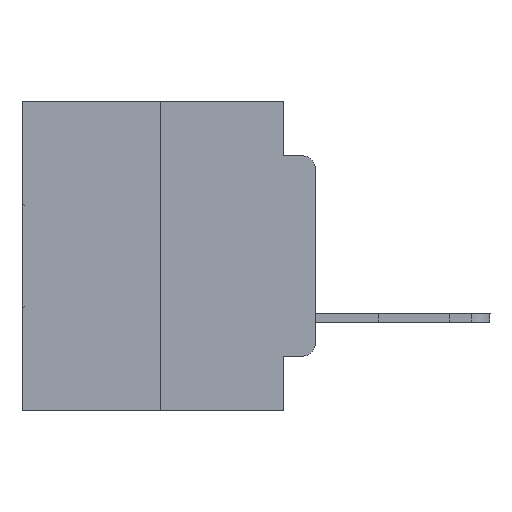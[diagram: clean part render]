
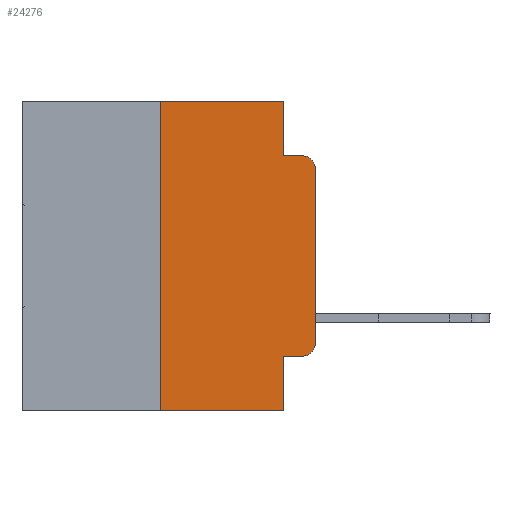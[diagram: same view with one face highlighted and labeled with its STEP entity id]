
A CAD part, left-side view. The second image highlights one B-rep face of the part: STEP entity #24276.
In plain terms, the highlighted planar face has unit normal (-1, 0, 0).
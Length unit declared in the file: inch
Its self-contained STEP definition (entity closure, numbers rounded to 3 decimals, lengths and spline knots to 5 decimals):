
#337 = DIRECTION ( 'NONE',  ( 0., -1., 0. ) ) ;
#696 = CARTESIAN_POINT ( 'NONE',  ( 0., 0.02, -0.4115 ) ) ;
#801 = CARTESIAN_POINT ( 'NONE',  ( 0., 0.473, 0. ) ) ;
#1819 = EDGE_CURVE ( 'NONE', #26932, #11041, #21731, .T. ) ;
#2906 = DIRECTION ( 'NONE',  ( -1., 0., 0. ) ) ;
#3190 = VERTEX_POINT ( 'NONE', #27880 ) ;
#3236 = DIRECTION ( 'NONE',  ( 0., 0., 1. ) ) ;
#4332 = ORIENTED_EDGE ( 'NONE', *, *, #26072, .F. ) ;
#4651 = ORIENTED_EDGE ( 'NONE', *, *, #17120, .T. ) ;
#4985 = CIRCLE ( 'NONE', #27657, 0.02 ) ;
#4991 = LINE ( 'NONE', #11919, #17103 ) ;
#5855 = LINE ( 'NONE', #28882, #14130 ) ;
#5917 = LINE ( 'NONE', #801, #29788 ) ;
#6100 = VECTOR ( 'NONE', #17065, 39.37008 ) ;
#6434 = VECTOR ( 'NONE', #7915, 39.37008 ) ;
#6702 = CARTESIAN_POINT ( 'NONE',  ( 0., 0.473, 0. ) ) ;
#6939 = DIRECTION ( 'NONE',  ( -1., 0., 0. ) ) ;
#7302 = EDGE_CURVE ( 'NONE', #12755, #22926, #5917, .T. ) ;
#7764 = LINE ( 'NONE', #12396, #10721 ) ;
#7915 = DIRECTION ( 'NONE',  ( 0., -1., 0. ) ) ;
#7931 = DIRECTION ( 'NONE',  ( 0., -1., 0. ) ) ;
#9016 = DIRECTION ( 'NONE',  ( 0., 0., -1. ) ) ;
#9360 = ORIENTED_EDGE ( 'NONE', *, *, #1819, .F. ) ;
#9399 = CARTESIAN_POINT ( 'NONE',  ( 0., 0.02, -0.1085 ) ) ;
#9858 = CARTESIAN_POINT ( 'NONE',  ( 0., 0., -0.3915 ) ) ;
#9965 = EDGE_CURVE ( 'NONE', #21201, #26376, #5855, .T. ) ;
#10610 = CARTESIAN_POINT ( 'NONE',  ( 0., 0.25, 0. ) ) ;
#10721 = VECTOR ( 'NONE', #337, 39.37008 ) ;
#11041 = VERTEX_POINT ( 'NONE', #16979 ) ;
#11135 = CARTESIAN_POINT ( 'NONE',  ( 0., 0.25, -0.5 ) ) ;
#11618 = FACE_OUTER_BOUND ( 'NONE', #16315, .T. ) ;
#11919 = CARTESIAN_POINT ( 'NONE',  ( 0., 0.473, -0.5 ) ) ;
#12042 = EDGE_CURVE ( 'NONE', #25188, #11041, #4991, .T. ) ;
#12371 = AXIS2_PLACEMENT_3D ( 'NONE', #9399, #2906, #29157 ) ;
#12396 = CARTESIAN_POINT ( 'NONE',  ( 0., 0.051, -0.4115 ) ) ;
#12755 = VERTEX_POINT ( 'NONE', #15422 ) ;
#12932 = ORIENTED_EDGE ( 'NONE', *, *, #12042, .T. ) ;
#13580 = CARTESIAN_POINT ( 'NONE',  ( 0., 0.051, 0. ) ) ;
#13944 = DIRECTION ( 'NONE',  ( 0., -1., 0. ) ) ;
#14114 = DIRECTION ( 'NONE',  ( 1., 0., 0. ) ) ;
#14130 = VECTOR ( 'NONE', #3236, 39.37008 ) ;
#14317 = CARTESIAN_POINT ( 'NONE',  ( 0., 0., -0.1085 ) ) ;
#14882 = CARTESIAN_POINT ( 'NONE',  ( 0., 0.051, -0.4115 ) ) ;
#15058 = CARTESIAN_POINT ( 'NONE',  ( 0., 0.051, 0. ) ) ;
#15422 = CARTESIAN_POINT ( 'NONE',  ( 0., 0.25, 0. ) ) ;
#15618 = VERTEX_POINT ( 'NONE', #20201 ) ;
#16315 = EDGE_LOOP ( 'NONE', ( #24162, #23538, #20704, #25308, #29098, #4332, #12932, #9360, #17751, #4651 ) ) ;
#16564 = EDGE_CURVE ( 'NONE', #15618, #3190, #29083, .T. ) ;
#16979 = CARTESIAN_POINT ( 'NONE',  ( 0., 0.051, -0.5 ) ) ;
#17065 = DIRECTION ( 'NONE',  ( 0., 0., -1. ) ) ;
#17103 = VECTOR ( 'NONE', #13944, 39.37008 ) ;
#17120 = EDGE_CURVE ( 'NONE', #26292, #21201, #4985, .T. ) ;
#17354 = EDGE_CURVE ( 'NONE', #26376, #3190, #25193, .T. ) ;
#17751 = ORIENTED_EDGE ( 'NONE', *, *, #20291, .T. ) ;
#18026 = CARTESIAN_POINT ( 'NONE',  ( 0., 0.02, -0.3915 ) ) ;
#18273 = PLANE ( 'NONE',  #26159 ) ;
#18508 = DIRECTION ( 'NONE',  ( 0., 0., -1. ) ) ;
#19056 = VECTOR ( 'NONE', #18508, 39.37008 ) ;
#19385 = CARTESIAN_POINT ( 'NONE',  ( 0., 0.051, 0. ) ) ;
#19566 = EDGE_CURVE ( 'NONE', #22926, #15618, #21165, .T. ) ;
#20193 = DIRECTION ( 'NONE',  ( 0., 0., 1. ) ) ;
#20201 = CARTESIAN_POINT ( 'NONE',  ( 0., 0.051, -0.0885 ) ) ;
#20291 = EDGE_CURVE ( 'NONE', #26932, #26292, #7764, .T. ) ;
#20347 = LINE ( 'NONE', #10610, #20825 ) ;
#20521 = DIRECTION ( 'NONE',  ( 0., 0., -1. ) ) ;
#20704 = ORIENTED_EDGE ( 'NONE', *, *, #16564, .F. ) ;
#20825 = VECTOR ( 'NONE', #20193, 39.37008 ) ;
#21165 = LINE ( 'NONE', #13580, #19056 ) ;
#21201 = VERTEX_POINT ( 'NONE', #9858 ) ;
#21731 = LINE ( 'NONE', #19385, #6100 ) ;
#22926 = VERTEX_POINT ( 'NONE', #15058 ) ;
#23538 = ORIENTED_EDGE ( 'NONE', *, *, #17354, .T. ) ;
#24162 = ORIENTED_EDGE ( 'NONE', *, *, #9965, .T. ) ;
#24276 = ADVANCED_FACE ( 'NONE', ( #11618 ), #18273, .F. ) ;
#25188 = VERTEX_POINT ( 'NONE', #11135 ) ;
#25193 = CIRCLE ( 'NONE', #12371, 0.02 ) ;
#25308 = ORIENTED_EDGE ( 'NONE', *, *, #19566, .F. ) ;
#26072 = EDGE_CURVE ( 'NONE', #25188, #12755, #20347, .T. ) ;
#26159 = AXIS2_PLACEMENT_3D ( 'NONE', #6702, #14114, #9016 ) ;
#26292 = VERTEX_POINT ( 'NONE', #696 ) ;
#26376 = VERTEX_POINT ( 'NONE', #14317 ) ;
#26932 = VERTEX_POINT ( 'NONE', #14882 ) ;
#27657 = AXIS2_PLACEMENT_3D ( 'NONE', #18026, #6939, #20521 ) ;
#27880 = CARTESIAN_POINT ( 'NONE',  ( 0., 0.02, -0.0885 ) ) ;
#28882 = CARTESIAN_POINT ( 'NONE',  ( 0., 0., 0. ) ) ;
#29083 = LINE ( 'NONE', #29233, #6434 ) ;
#29098 = ORIENTED_EDGE ( 'NONE', *, *, #7302, .F. ) ;
#29157 = DIRECTION ( 'NONE',  ( 0., 0., -1. ) ) ;
#29233 = CARTESIAN_POINT ( 'NONE',  ( 0., 0.051, -0.0885 ) ) ;
#29788 = VECTOR ( 'NONE', #7931, 39.37008 ) ;
